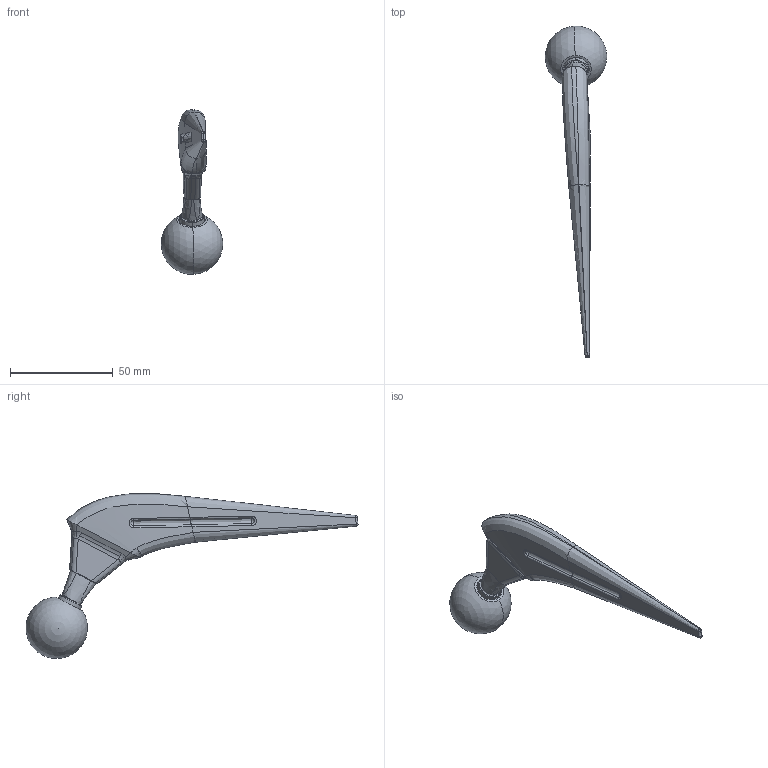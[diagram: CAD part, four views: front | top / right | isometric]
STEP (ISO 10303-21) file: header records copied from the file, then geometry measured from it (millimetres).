
FILE_DESCRIPTION (( 'STEP AP203' ), '1' );
FILE_NAME ('Hip Implant one part.STEP', '2024-04-21T20:09:26', ( '' ), ( '' ), 'SwSTEP 2.0', 'SolidWorks 2023', '' );
FILE_SCHEMA (( 'CONFIG_CONTROL_DESIGN' ));
Length unit declared in the file: metre
Products named in the file (1): Hip Implant one part
Bounding box: 29.96 x 161.76 x 80.41 mm (x, y, z)
Volume: 40293.1 mm3; surface area: 10775.8 mm2
Topology: 1 solids, 1 shells, 132 faces, 336 edges, 200 vertices
Faces by surface type: bspline 79, cylinder 28, plane 15, cone 6, sphere 2, torus 2
Entity records: 14614 total; most frequent: CARTESIAN_POINT 12199, ORIENTED_EDGE 646, EDGE_CURVE 323, B_SPLINE_CURVE_WITH_KNOTS 232, DIRECTION 203, VERTEX_POINT 196, EDGE_LOOP 135, ADVANCED_FACE 132
